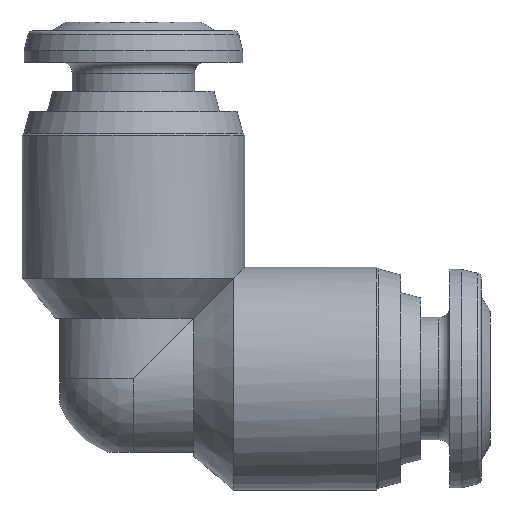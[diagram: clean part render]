
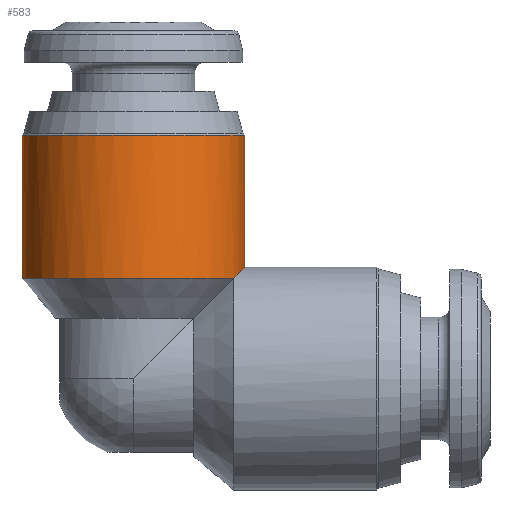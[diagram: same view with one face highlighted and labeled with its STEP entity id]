
A CAD part, left-side view. The second image highlights one B-rep face of the part: STEP entity #583.
In plain terms, the highlighted cylindrical face has radius 5 mm (diameter 10 mm), a full revolution.
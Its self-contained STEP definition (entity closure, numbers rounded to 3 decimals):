
#62=ELLIPSE('',#651,7.071,5.);
#73=CIRCLE('',#641,5.);
#93=CIRCLE('',#681,5.);
#182=ORIENTED_EDGE('',*,*,#283,.F.);
#183=ORIENTED_EDGE('',*,*,#261,.T.);
#184=ORIENTED_EDGE('',*,*,#268,.T.);
#261=EDGE_CURVE('',#314,#315,#73,.T.);
#268=EDGE_CURVE('',#315,#314,#62,.F.);
#283=EDGE_CURVE('',#338,#338,#93,.T.);
#314=VERTEX_POINT('',#971);
#315=VERTEX_POINT('',#973);
#338=VERTEX_POINT('',#1054);
#409=EDGE_LOOP('',(#182));
#410=EDGE_LOOP('',(#183,#184));
#497=FACE_BOUND('',#409,.T.);
#498=FACE_BOUND('',#410,.T.);
#554=CYLINDRICAL_SURFACE('',#680,5.);
#583=ADVANCED_FACE('',(#497,#498),#554,.T.);
#641=AXIS2_PLACEMENT_3D('',#995,#770,#771);
#651=AXIS2_PLACEMENT_3D('',#1009,#790,#791);
#680=AXIS2_PLACEMENT_3D('',#1052,#848,#849);
#681=AXIS2_PLACEMENT_3D('',#1053,#850,#851);
#770=DIRECTION('',(0.,0.,1.));
#771=DIRECTION('',(0.,-1.,0.));
#790=DIRECTION('',(0.,-0.707,-0.707));
#791=DIRECTION('',(0.,-0.707,0.707));
#848=DIRECTION('',(0.,0.,1.));
#849=DIRECTION('',(0.,-1.,0.));
#850=DIRECTION('',(0.,0.,1.));
#851=DIRECTION('',(0.,-1.,0.));
#971=CARTESIAN_POINT('',(2.179,11.5,4.5));
#973=CARTESIAN_POINT('',(-2.179,11.5,4.5));
#995=CARTESIAN_POINT('',(0.,16.,4.5));
#1009=CARTESIAN_POINT('',(0.,16.,0.));
#1052=CARTESIAN_POINT('',(0.,16.,16.));
#1053=CARTESIAN_POINT('',(0.,16.,10.918));
#1054=CARTESIAN_POINT('',(0.,11.,10.918));
